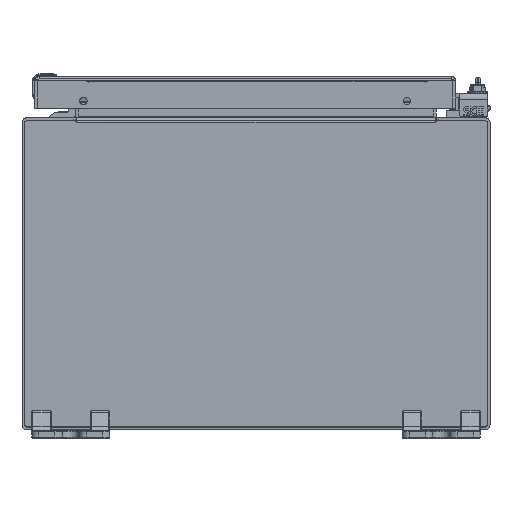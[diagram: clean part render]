
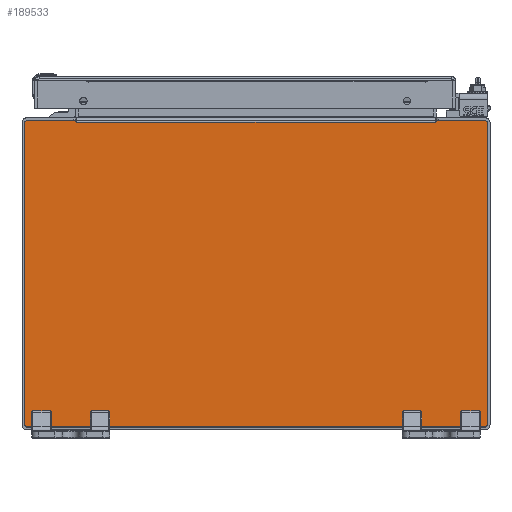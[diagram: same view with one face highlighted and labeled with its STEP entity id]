
A CAD part, front view. The second image highlights one B-rep face of the part: STEP entity #189533.
In plain terms, the highlighted planar face has unit normal (0, -1, 0).
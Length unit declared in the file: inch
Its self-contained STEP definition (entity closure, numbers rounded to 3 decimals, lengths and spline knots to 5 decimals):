
#1456 = ORIENTED_EDGE ( 'NONE', *, *, #120662, .F. ) ;
#5614 = ORIENTED_EDGE ( 'NONE', *, *, #74157, .T. ) ;
#5939 = LINE ( 'NONE', #92843, #97710 ) ;
#6047 = ORIENTED_EDGE ( 'NONE', *, *, #94694, .F. ) ;
#6819 = DIRECTION ( 'NONE',  ( 0.174, 0., -0.985 ) ) ;
#8231 = CARTESIAN_POINT ( 'NONE',  ( 0., -12., 3.937 ) ) ;
#10115 = DIRECTION ( 'NONE',  ( 0., 1., 0. ) ) ;
#11717 = DIRECTION ( 'NONE',  ( 0., 0., -1. ) ) ;
#13040 = CARTESIAN_POINT ( 'NONE',  ( -5.857, -12., 3.937 ) ) ;
#13074 = CIRCLE ( 'NONE', #148715, 0.08 ) ;
#13413 = DIRECTION ( 'NONE',  ( 0., 1., 0. ) ) ;
#14947 = CARTESIAN_POINT ( 'NONE',  ( 0., -12., 0. ) ) ;
#18881 = VERTEX_POINT ( 'NONE', #113176 ) ;
#18998 = CIRCLE ( 'NONE', #74573, 0.08 ) ;
#19396 = CARTESIAN_POINT ( 'NONE',  ( -4.61836, -12., 3.91 ) ) ;
#22478 = DIRECTION ( 'NONE',  ( -1., 0., 0. ) ) ;
#25356 = AXIS2_PLACEMENT_3D ( 'NONE', #42374, #13413, #159264 ) ;
#27977 = VERTEX_POINT ( 'NONE', #118677 ) ;
#29204 = ORIENTED_EDGE ( 'NONE', *, *, #118933, .T. ) ;
#31344 = FACE_OUTER_BOUND ( 'NONE', #126863, .T. ) ;
#31394 = DIRECTION ( 'NONE',  ( 0., 0., -1. ) ) ;
#31626 = CARTESIAN_POINT ( 'NONE',  ( 4.62312, -12., 3.937 ) ) ;
#33285 = DIRECTION ( 'NONE',  ( 0., 1., 0. ) ) ;
#35538 = VERTEX_POINT ( 'NONE', #162589 ) ;
#38463 = DIRECTION ( 'NONE',  ( 0., 0., 1. ) ) ;
#42374 = CARTESIAN_POINT ( 'NONE',  ( 5.857, -12., 3.857 ) ) ;
#43924 = DIRECTION ( 'NONE',  ( 0., -1., 0. ) ) ;
#46139 = CARTESIAN_POINT ( 'NONE',  ( -5.937, -12., 3.857 ) ) ;
#46843 = CARTESIAN_POINT ( 'NONE',  ( 5.857, -12., -3.857 ) ) ;
#49061 = CARTESIAN_POINT ( 'NONE',  ( 4.598, -12., 3.883 ) ) ;
#50377 = CARTESIAN_POINT ( 'NONE',  ( 0., -12., 3.883 ) ) ;
#51309 = DIRECTION ( 'NONE',  ( 0., 0., -1. ) ) ;
#51689 = LINE ( 'NONE', #8231, #97064 ) ;
#52001 = LINE ( 'NONE', #123478, #190322 ) ;
#56781 = LINE ( 'NONE', #189032, #81728 ) ;
#57388 = EDGE_CURVE ( 'NONE', #125270, #99481, #13074, .T. ) ;
#58171 = CARTESIAN_POINT ( 'NONE',  ( 5.857, -12., -3.937 ) ) ;
#59505 = EDGE_CURVE ( 'NONE', #18881, #27977, #110107, .T. ) ;
#64991 = CARTESIAN_POINT ( 'NONE',  ( 4.60579, -12., 3.883 ) ) ;
#65043 = VECTOR ( 'NONE', #79344, 39.37008 ) ;
#66138 = CARTESIAN_POINT ( 'NONE',  ( -5.937, -12., -3.857 ) ) ;
#68424 = ORIENTED_EDGE ( 'NONE', *, *, #186867, .F. ) ;
#71236 = ORIENTED_EDGE ( 'NONE', *, *, #187818, .F. ) ;
#72314 = ORIENTED_EDGE ( 'NONE', *, *, #135017, .F. ) ;
#74157 = EDGE_CURVE ( 'NONE', #178349, #147629, #79468, .T. ) ;
#74573 = AXIS2_PLACEMENT_3D ( 'NONE', #46843, #33285, #31394 ) ;
#79344 = DIRECTION ( 'NONE',  ( -1., 0., 0. ) ) ;
#79468 = LINE ( 'NONE', #64991, #126994 ) ;
#81728 = VECTOR ( 'NONE', #190918, 39.37008 ) ;
#82018 = LINE ( 'NONE', #111936, #109694 ) ;
#84149 = DIRECTION ( 'NONE',  ( 0., 1., 0. ) ) ;
#85366 = ORIENTED_EDGE ( 'NONE', *, *, #187846, .F. ) ;
#91880 = EDGE_CURVE ( 'NONE', #147629, #118151, #109248, .T. ) ;
#92843 = CARTESIAN_POINT ( 'NONE',  ( 5.937, -12., 0. ) ) ;
#94694 = EDGE_CURVE ( 'NONE', #35538, #125576, #117808, .T. ) ;
#97064 = VECTOR ( 'NONE', #165714, 39.37008 ) ;
#97710 = VECTOR ( 'NONE', #51309, 39.37008 ) ;
#98640 = CARTESIAN_POINT ( 'NONE',  ( -5.857, -12., -3.857 ) ) ;
#99481 = VERTEX_POINT ( 'NONE', #13040 ) ;
#101791 = CARTESIAN_POINT ( 'NONE',  ( -5.857, -12., 3.857 ) ) ;
#105448 = DIRECTION ( 'NONE',  ( -1., 0., 0. ) ) ;
#108102 = DIRECTION ( 'NONE',  ( -0.174, 0., -0.985 ) ) ;
#109248 = LINE ( 'NONE', #50377, #65043 ) ;
#109394 = CARTESIAN_POINT ( 'NONE',  ( 4.6136, -12., 3.883 ) ) ;
#109694 = VECTOR ( 'NONE', #108102, 39.37008 ) ;
#110107 = LINE ( 'NONE', #19396, #145995 ) ;
#111936 = CARTESIAN_POINT ( 'NONE',  ( 4.61836, -12., 3.91 ) ) ;
#113176 = CARTESIAN_POINT ( 'NONE',  ( -4.62312, -12., 3.937 ) ) ;
#116600 = ORIENTED_EDGE ( 'NONE', *, *, #188801, .F. ) ;
#117808 = CIRCLE ( 'NONE', #25356, 0.08 ) ;
#118050 = LINE ( 'NONE', #163439, #187602 ) ;
#118151 = VERTEX_POINT ( 'NONE', #179613 ) ;
#118677 = CARTESIAN_POINT ( 'NONE',  ( -4.6136, -12., 3.883 ) ) ;
#118933 = EDGE_CURVE ( 'NONE', #163378, #178349, #82018, .T. ) ;
#119907 = CIRCLE ( 'NONE', #123031, 0.08 ) ;
#120176 = DIRECTION ( 'NONE',  ( 0., 0., -1. ) ) ;
#120241 = VERTEX_POINT ( 'NONE', #66138 ) ;
#120662 = EDGE_CURVE ( 'NONE', #27977, #118151, #172134, .T. ) ;
#123031 = AXIS2_PLACEMENT_3D ( 'NONE', #98640, #84149, #11717 ) ;
#123228 = ORIENTED_EDGE ( 'NONE', *, *, #185718, .F. ) ;
#123478 = CARTESIAN_POINT ( 'NONE',  ( -5.937, -12., 0. ) ) ;
#125270 = VERTEX_POINT ( 'NONE', #46139 ) ;
#125576 = VERTEX_POINT ( 'NONE', #130715 ) ;
#126863 = EDGE_LOOP ( 'NONE', ( #68424, #158589, #116600, #184920, #71236, #72314, #85366, #6047, #123228, #29204, #5614, #158162, #1456, #188963 ) ) ;
#126994 = VECTOR ( 'NONE', #22478, 39.37008 ) ;
#130715 = CARTESIAN_POINT ( 'NONE',  ( 5.937, -12., 3.857 ) ) ;
#130789 = DIRECTION ( 'NONE',  ( 0., 0., -1. ) ) ;
#135017 = EDGE_CURVE ( 'NONE', #163107, #171381, #18998, .T. ) ;
#145995 = VECTOR ( 'NONE', #6819, 39.37008 ) ;
#147629 = VERTEX_POINT ( 'NONE', #49061 ) ;
#148715 = AXIS2_PLACEMENT_3D ( 'NONE', #101791, #10115, #130789 ) ;
#153449 = EDGE_CURVE ( 'NONE', #169340, #120241, #119907, .T. ) ;
#154757 = CARTESIAN_POINT ( 'NONE',  ( -4.60579, -12., 3.883 ) ) ;
#155725 = DIRECTION ( 'NONE',  ( 1., 0., 0. ) ) ;
#158162 = ORIENTED_EDGE ( 'NONE', *, *, #91880, .T. ) ;
#158589 = ORIENTED_EDGE ( 'NONE', *, *, #57388, .F. ) ;
#159264 = DIRECTION ( 'NONE',  ( 0., 0., -1. ) ) ;
#159711 = VECTOR ( 'NONE', #155725, 39.37008 ) ;
#162589 = CARTESIAN_POINT ( 'NONE',  ( 5.857, -12., 3.937 ) ) ;
#163107 = VERTEX_POINT ( 'NONE', #166997 ) ;
#163378 = VERTEX_POINT ( 'NONE', #31626 ) ;
#163439 = CARTESIAN_POINT ( 'NONE',  ( 0., -12., -3.937 ) ) ;
#164625 = PLANE ( 'NONE',  #172035 ) ;
#165714 = DIRECTION ( 'NONE',  ( 1., 0., 0. ) ) ;
#166997 = CARTESIAN_POINT ( 'NONE',  ( 5.937, -12., -3.857 ) ) ;
#169340 = VERTEX_POINT ( 'NONE', #190293 ) ;
#171381 = VERTEX_POINT ( 'NONE', #58171 ) ;
#172035 = AXIS2_PLACEMENT_3D ( 'NONE', #14947, #43924, #120176 ) ;
#172134 = LINE ( 'NONE', #154757, #159711 ) ;
#178349 = VERTEX_POINT ( 'NONE', #109394 ) ;
#179613 = CARTESIAN_POINT ( 'NONE',  ( -4.598, -12., 3.883 ) ) ;
#184920 = ORIENTED_EDGE ( 'NONE', *, *, #153449, .F. ) ;
#185718 = EDGE_CURVE ( 'NONE', #163378, #35538, #51689, .T. ) ;
#186867 = EDGE_CURVE ( 'NONE', #99481, #18881, #56781, .T. ) ;
#187602 = VECTOR ( 'NONE', #105448, 39.37008 ) ;
#187818 = EDGE_CURVE ( 'NONE', #171381, #169340, #118050, .T. ) ;
#187846 = EDGE_CURVE ( 'NONE', #125576, #163107, #5939, .T. ) ;
#188801 = EDGE_CURVE ( 'NONE', #120241, #125270, #52001, .T. ) ;
#188963 = ORIENTED_EDGE ( 'NONE', *, *, #59505, .F. ) ;
#189032 = CARTESIAN_POINT ( 'NONE',  ( 0., -12., 3.937 ) ) ;
#189533 = ADVANCED_FACE ( 'NONE', ( #31344 ), #164625, .T. ) ;
#190293 = CARTESIAN_POINT ( 'NONE',  ( -5.857, -12., -3.937 ) ) ;
#190322 = VECTOR ( 'NONE', #38463, 39.37008 ) ;
#190918 = DIRECTION ( 'NONE',  ( 1., 0., 0. ) ) ;
